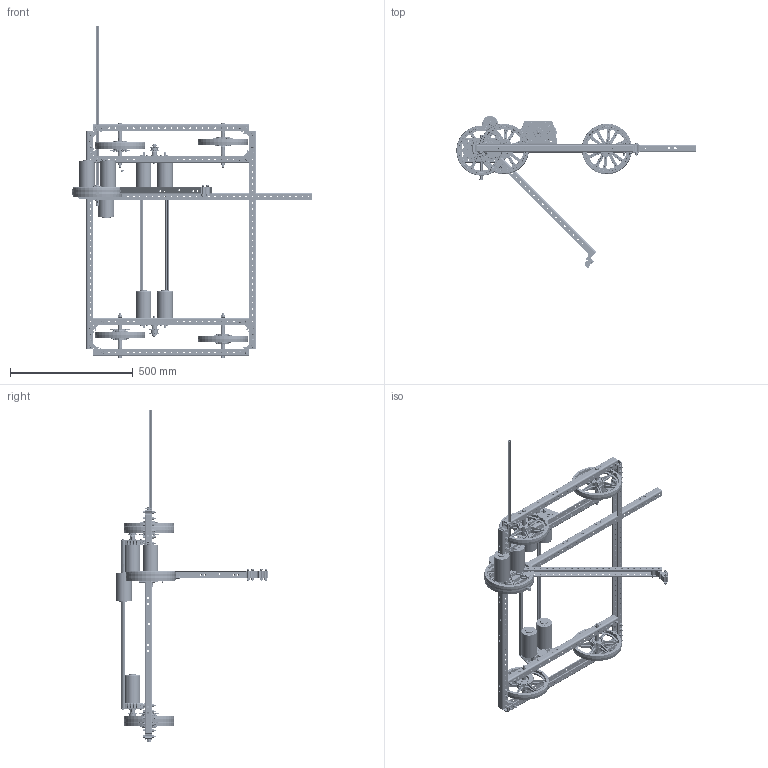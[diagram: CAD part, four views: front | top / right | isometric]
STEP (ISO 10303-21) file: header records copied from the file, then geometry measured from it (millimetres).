
FILE_DESCRIPTION( ( 'Unknown' ), '1' );
FILE_NAME( '2011 C-Base Wide with wheels and CIMple Box.stp', 'Unknown', ( 'Unknown' ), ( 'Unknown' ), 'XStep 1.0', 'Unknown', ' ' );
FILE_SCHEMA( ( 'CONFIG_CONTROL_DESIGN' ) );
Length unit declared in the file: millimetre
Products named in the file (42): Short C-Channel with connects; 8 wheel bearings; 2011 C-Base Wide; Assem1; C-Base-wide-end-C-channel; 8 wheel bearings 26 sprocket; Single; Corner Extrusion; SHCS 1; 14-20_nylock_nut; C channel; 14-20x1750_shcs; 2011 Shortest C-Channel; Single_d01; 10-32x0625_shcs; r6zz; Single_d03; Single_d04; Single_d02; fr-8-zz; CIM motor; 8mm_spring_clip; 250_washer; 14-20x0500_bhcs; Single_d05; CIMple Box Sticker; 10-32_nylock_nut; 125x124x700_key; 2010 8 tread; 10-24x750 thread forming screw; S35-26LE; 1614Z Bearing; 2010 8 hub; 3-8-16 Nut; 375x7 hex bolt; 2550x375 Spacer; 1940x375 Spacer; 595x500 spacer; 177x500 spacer; CrossHex ...
Bounding box: 975.15 x 619.69 x 1352.42 mm (x, y, z)
Volume: 9670235.1 mm3; surface area: 4306292.9 mm2
Topology: 402 solids, 402 shells, 24471 faces, 59492 edges, 35510 vertices
Faces by surface type: cylinder 8111, plane 5897, bspline 3674, torus 3061, cone 2304, sphere 1424
Full cylindrical faces by diameter (mm): 3.175 x6, 4.039 x27, 4.089 x16, 4.318 x42, 4.775 x25, 4.976 x85, 5.105 x16, 5.867 x3, 6.223 x82, 6.325 x4, 6.35 x929, 6.706 x16, 7.112 x4, 7.823 x25, 8 x7, 8.636 x14, 9.398 x91, 9.5 x4, 9.525 x55, 9.652 x124, 10.414 x81, 11.684 x4, 12.675 x4, 12.7 x9, 13.36 x6, 15.24 x7, 16.256 x4, 16.662 x8, 17.78 x8, 19.05 x7
Entity records: 135299 total; most frequent: CARTESIAN_POINT 57749, ORIENTED_EDGE 15786, DIRECTION 15437, EDGE_CURVE 7893, AXIS2_PLACEMENT_3D 6637, VERTEX_POINT 5058, EDGE_LOOP 4212, FACE_OUTER_BOUND 3657
